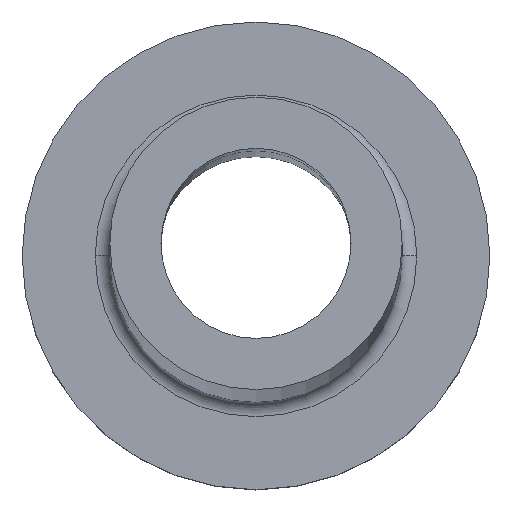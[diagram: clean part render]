
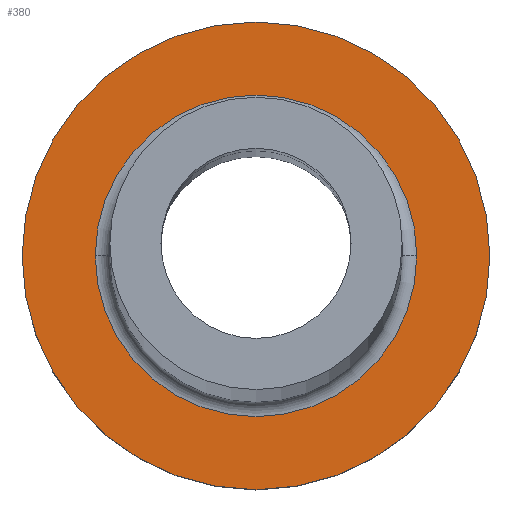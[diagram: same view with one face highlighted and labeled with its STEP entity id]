
A CAD part, top view. The second image highlights one B-rep face of the part: STEP entity #380.
In plain terms, the highlighted planar face has unit normal (0, 0, 1).
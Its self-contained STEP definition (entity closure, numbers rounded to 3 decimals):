
#5 = DIRECTION ( 'NONE',  ( 0., 0., -1. ) ) ;
#7 = DIRECTION ( 'NONE',  ( 1., 0., 0. ) ) ;
#14 = CARTESIAN_POINT ( 'NONE',  ( 5.5, 0., 5. ) ) ;
#19 = DIRECTION ( 'NONE',  ( 1., 0., 0. ) ) ;
#32 = CARTESIAN_POINT ( 'NONE',  ( 0., 0., 5. ) ) ;
#35 = CARTESIAN_POINT ( 'NONE',  ( 0., 0., 5. ) ) ;
#42 = DIRECTION ( 'NONE',  ( 0., 0., 1. ) ) ;
#43 = EDGE_CURVE ( 'NONE', #210, #159, #350, .T. ) ;
#77 = DIRECTION ( 'NONE',  ( 0., 0., 1. ) ) ;
#78 = CARTESIAN_POINT ( 'NONE',  ( 0., 0., 5. ) ) ;
#111 = AXIS2_PLACEMENT_3D ( 'NONE', #32, #77, #398 ) ;
#124 = CIRCLE ( 'NONE', #209, 5.5 ) ;
#153 = CARTESIAN_POINT ( 'NONE',  ( 0., 0., 5. ) ) ;
#159 = VERTEX_POINT ( 'NONE', #459 ) ;
#167 = EDGE_LOOP ( 'NONE', ( #243, #453 ) ) ;
#171 = EDGE_CURVE ( 'NONE', #159, #210, #283, .T. ) ;
#188 = DIRECTION ( 'NONE',  ( 1., 0., 0. ) ) ;
#193 = CIRCLE ( 'NONE', #314, 5.5 ) ;
#209 = AXIS2_PLACEMENT_3D ( 'NONE', #440, #262, #297 ) ;
#210 = VERTEX_POINT ( 'NONE', #215 ) ;
#215 = CARTESIAN_POINT ( 'NONE',  ( -8., 0., 5. ) ) ;
#231 = EDGE_LOOP ( 'NONE', ( #346, #279 ) ) ;
#232 = VERTEX_POINT ( 'NONE', #14 ) ;
#243 = ORIENTED_EDGE ( 'NONE', *, *, #352, .T. ) ;
#256 = DIRECTION ( 'NONE',  ( 0., 0., 1. ) ) ;
#262 = DIRECTION ( 'NONE',  ( 0., 0., -1. ) ) ;
#279 = ORIENTED_EDGE ( 'NONE', *, *, #171, .T. ) ;
#283 = CIRCLE ( 'NONE', #111, 8. ) ;
#296 = EDGE_CURVE ( 'NONE', #407, #232, #193, .T. ) ;
#297 = DIRECTION ( 'NONE',  ( 1., 0., 0. ) ) ;
#314 = AXIS2_PLACEMENT_3D ( 'NONE', #35, #5, #7 ) ;
#328 = AXIS2_PLACEMENT_3D ( 'NONE', #78, #256, #188 ) ;
#331 = FACE_OUTER_BOUND ( 'NONE', #231, .T. ) ;
#332 = CARTESIAN_POINT ( 'NONE',  ( -5.5, 0., 5. ) ) ;
#346 = ORIENTED_EDGE ( 'NONE', *, *, #43, .T. ) ;
#350 = CIRCLE ( 'NONE', #328, 8. ) ;
#352 = EDGE_CURVE ( 'NONE', #232, #407, #124, .T. ) ;
#380 = ADVANCED_FACE ( 'NONE', ( #404, #331 ), #403, .T. ) ;
#398 = DIRECTION ( 'NONE',  ( 1., 0., 0. ) ) ;
#403 = PLANE ( 'NONE',  #423 ) ;
#404 = FACE_BOUND ( 'NONE', #167, .T. ) ;
#407 = VERTEX_POINT ( 'NONE', #332 ) ;
#423 = AXIS2_PLACEMENT_3D ( 'NONE', #153, #42, #19 ) ;
#440 = CARTESIAN_POINT ( 'NONE',  ( 0., 0., 5. ) ) ;
#453 = ORIENTED_EDGE ( 'NONE', *, *, #296, .T. ) ;
#459 = CARTESIAN_POINT ( 'NONE',  ( 8., 0., 5. ) ) ;
